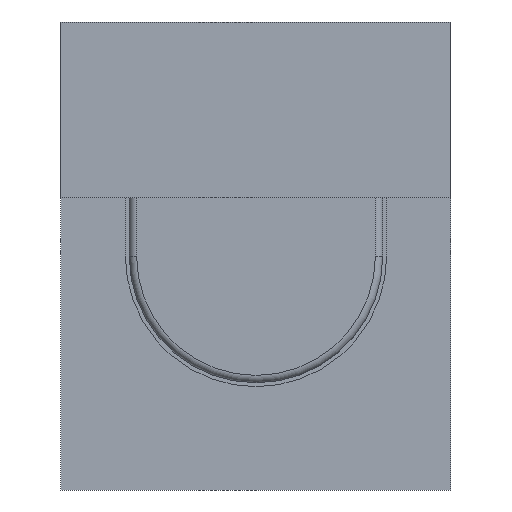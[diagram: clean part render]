
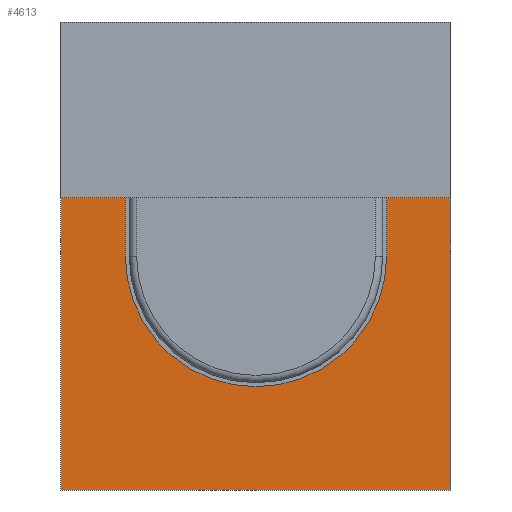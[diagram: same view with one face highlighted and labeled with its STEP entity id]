
A CAD part, left-side view. The second image highlights one B-rep face of the part: STEP entity #4613.
In plain terms, the highlighted planar face has unit normal (-1, 0, 0).
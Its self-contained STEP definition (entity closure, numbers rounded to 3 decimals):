
#242=PLANE('',#4999);
#432=FACE_OUTER_BOUND('',#731,.T.);
#731=EDGE_LOOP('',(#3457,#3458,#3459,#3460,#3461,#3462,#3463,#3464));
#969=LINE('',#7162,#1273);
#983=LINE('',#7190,#1287);
#1075=LINE('',#7377,#1379);
#1082=LINE('',#7392,#1386);
#1093=LINE('',#7413,#1397);
#1094=LINE('',#7414,#1398);
#1095=LINE('',#7416,#1399);
#1273=VECTOR('',#5678,10.);
#1287=VECTOR('',#5696,10.);
#1379=VECTOR('',#5850,10.);
#1386=VECTOR('',#5865,10.);
#1397=VECTOR('',#5892,10.);
#1398=VECTOR('',#5893,10.);
#1399=VECTOR('',#5896,10.);
#1616=CIRCLE('',#4989,13.4);
#1967=VERTEX_POINT('',#7159);
#1968=VERTEX_POINT('',#7161);
#1979=VERTEX_POINT('',#7187);
#1980=VERTEX_POINT('',#7189);
#2043=VERTEX_POINT('',#7374);
#2044=VERTEX_POINT('',#7376);
#2046=VERTEX_POINT('',#7383);
#2048=VERTEX_POINT('',#7390);
#2423=EDGE_CURVE('',#1967,#1968,#969,.T.);
#2437=EDGE_CURVE('',#1979,#1980,#983,.T.);
#2529=EDGE_CURVE('',#2044,#2043,#1075,.T.);
#2534=EDGE_CURVE('',#2043,#2046,#1616,.T.);
#2538=EDGE_CURVE('',#2046,#2048,#1082,.T.);
#2549=EDGE_CURVE('',#2048,#1968,#1093,.T.);
#2550=EDGE_CURVE('',#1979,#2044,#1094,.T.);
#2551=EDGE_CURVE('',#1980,#1967,#1095,.T.);
#3457=ORIENTED_EDGE('',*,*,#2538,.T.);
#3458=ORIENTED_EDGE('',*,*,#2549,.T.);
#3459=ORIENTED_EDGE('',*,*,#2423,.F.);
#3460=ORIENTED_EDGE('',*,*,#2551,.F.);
#3461=ORIENTED_EDGE('',*,*,#2437,.F.);
#3462=ORIENTED_EDGE('',*,*,#2550,.T.);
#3463=ORIENTED_EDGE('',*,*,#2529,.T.);
#3464=ORIENTED_EDGE('',*,*,#2534,.T.);
#4613=ADVANCED_FACE('',(#432),#242,.T.);
#4989=AXIS2_PLACEMENT_3D('',#7385,#5858,#5859);
#4999=AXIS2_PLACEMENT_3D('',#7415,#5894,#5895);
#5678=DIRECTION('',(0.,0.,1.));
#5696=DIRECTION('',(0.,0.,-1.));
#5850=DIRECTION('',(0.,0.,-1.));
#5858=DIRECTION('center_axis',(1.,0.,0.));
#5859=DIRECTION('ref_axis',(0.,1.,0.));
#5865=DIRECTION('',(0.,0.,1.));
#5892=DIRECTION('',(0.,1.,0.));
#5893=DIRECTION('',(0.,1.,0.));
#5894=DIRECTION('center_axis',(-1.,0.,0.));
#5895=DIRECTION('ref_axis',(0.,0.,1.));
#5896=DIRECTION('',(0.,1.,0.));
#7159=CARTESIAN_POINT('',(0.,20.,0.));
#7161=CARTESIAN_POINT('',(0.,20.,40.));
#7162=CARTESIAN_POINT('',(0.,20.,0.));
#7187=CARTESIAN_POINT('',(0.,-20.,40.));
#7189=CARTESIAN_POINT('',(0.,-20.,0.));
#7190=CARTESIAN_POINT('',(0.,-20.,0.));
#7374=CARTESIAN_POINT('',(0.,-13.4,24.));
#7376=CARTESIAN_POINT('',(0.,-13.4,40.));
#7377=CARTESIAN_POINT('',(0.,-13.4,12.));
#7383=CARTESIAN_POINT('',(0.,13.4,24.));
#7385=CARTESIAN_POINT('Origin',(0.,0.,24.));
#7390=CARTESIAN_POINT('',(0.,13.4,40.));
#7392=CARTESIAN_POINT('',(0.,13.4,24.));
#7413=CARTESIAN_POINT('',(0.,0.,40.));
#7414=CARTESIAN_POINT('',(0.,0.,40.));
#7415=CARTESIAN_POINT('Origin',(0.,0.,0.));
#7416=CARTESIAN_POINT('',(0.,0.,0.));
